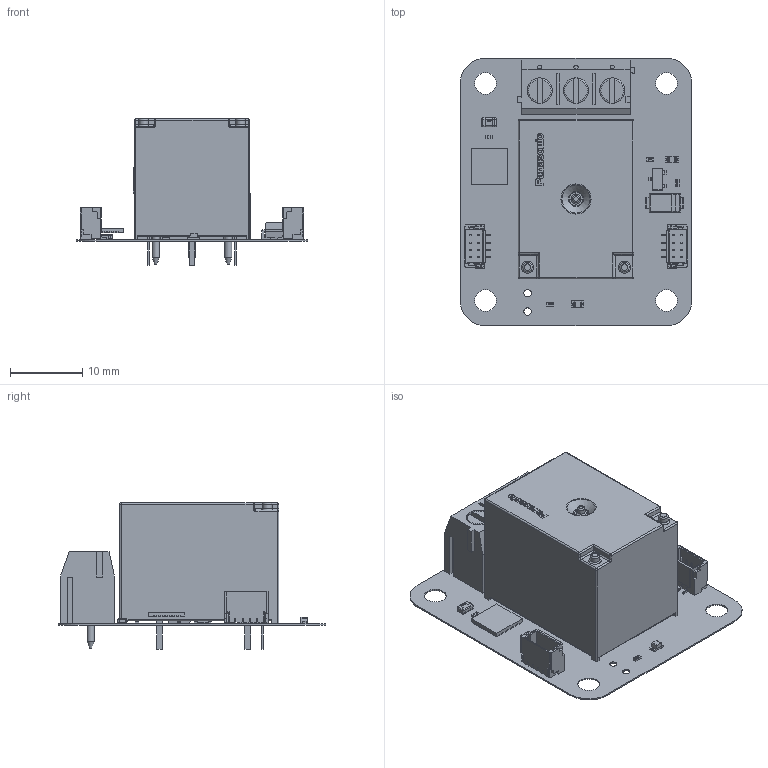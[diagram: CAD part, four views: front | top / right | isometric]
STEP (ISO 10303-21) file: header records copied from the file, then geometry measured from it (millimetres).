
FILE_DESCRIPTION(('Open CASCADE Model'),'2;1');
FILE_NAME('Open CASCADE Shape Model','2025-04-08T07:26:47',('Author'),( 'Open CASCADE'),'Open CASCADE STEP processor 7.5','Open CASCADE 7.5' ,'Unknown');
FILE_SCHEMA(('AUTOMOTIVE_DESIGN { 1 0 10303 214 1 1 1 1 }'));
Length unit declared in the file: millimetre
Products named in the file (53): PCB; Board; Open CASCADE STEP translator 7.5 4.1.1; R6; User Library-R SMD 0402; User Library-R SMD 0402_0402 BODY; User Library-R SMD 0402_0402 PAD; User Library-R SMD 0402_0402 OPIS; D2; 0603 LED Red; Pad; Pad005; Pad001; Pad004; Pad003; Lens; D1; DO-214AC SMA; X1; 691102710003; 6911027100xx_CAGE; 6911027100xx_PIN; 6911027100xx_VIS; 691502710003; T1; SOT-23; R5; K1; Relay_Panasonic_JS1-5V-F_eec; Body; Leads; Panasonic; U; DUELink-U-Connector-BM04B-SRSS-TB; D; DUELink-Connector-BM04B-SRSS-TB; STAT; 0603 LED Green; Solid1; Solid4 ...
Assembly tree (61 placements, depth 4):
  PCB
    Board
      Open CASCADE STEP translator 7.5 4.1.1
    R6
      User Library-R SMD 0402
        User Library-R SMD 0402_0402 BODY
        User Library-R SMD 0402_0402 PAD  x2
        User Library-R SMD 0402_0402 OPIS
    D2
      0603 LED Red
        Pad
        Pad005
        Pad001
        Pad004
        Pad003
        Lens
    D1
      DO-214AC SMA
    X1
      691102710003
        6911027100xx_CAGE  x3
        6911027100xx_PIN  x3
        6911027100xx_VIS  x3
        691502710003
    T1
      SOT-23
    R5
      User Library-R SMD 0402
        User Library-R SMD 0402_0402 BODY
        User Library-R SMD 0402_0402 PAD  x2
        User Library-R SMD 0402_0402 OPIS
    K1
      Relay_Panasonic_JS1-5V-F_eec
        Body
        Leads
        Panasonic
    U
      DUELink-U-Connector-BM04B-SRSS-TB
    D
      DUELink-Connector-BM04B-SRSS-TB
    STAT
      0603 LED Green
        Solid1
        Solid4
        Solid1
        Solid1
        Solid4
        Solid1
        Solid1
        Solid1
    R4
      User Library-R SMD 0402
        User Library-R SMD 0402_0402 BODY
        User Library-R SMD 0402_0402 PAD  x2
        User Library-R SMD 0402_0402 OPIS
    C2
      0805 SMD Capacitor
    C1
      C0402
    Free-Models
Bounding box: 32 x 37 x 20.2 mm (x, y, z)
Volume: 6857.9 mm3; surface area: 6921.9 mm2
Topology: 132 solids, 132 shells, 2387 faces, 7418 edges, 6758 vertices
Faces by surface type: plane 1596, bspline 383, cylinder 349, torus 22, sphere 16, cone 13, revolution 8
Full cylindrical faces by diameter (mm): 0.6 x3, 1 x4, 1.016 x2, 1.285 x2, 1.3 x8, 2 x3, 2.5 x3, 2.75 x3, 3 x7, 3.5 x6
Entity records: 85298 total; most frequent: CARTESIAN_POINT 22735, ORIENTED_EDGE 10308, DIRECTION 10280, LINE 5184, VECTOR 5184, EDGE_CURVE 5154, VERTEX_POINT 3358, AXIS2_PLACEMENT_3D 2544
